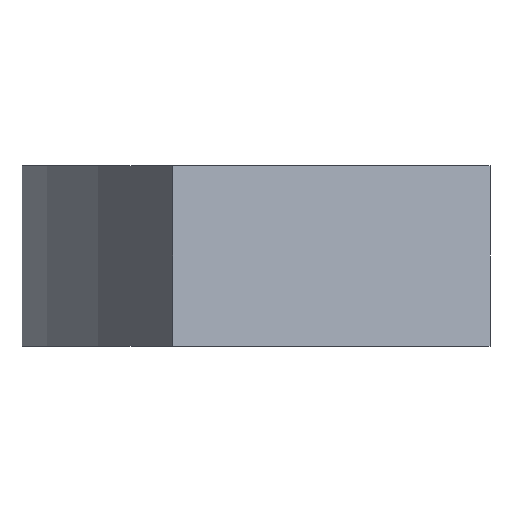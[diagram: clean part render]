
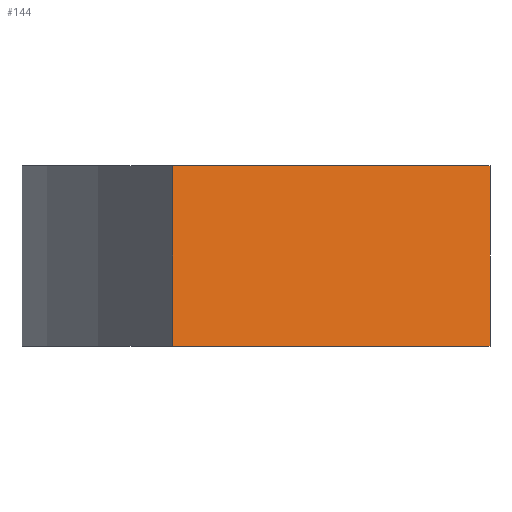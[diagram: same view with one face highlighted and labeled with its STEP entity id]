
A CAD part, front view. The second image highlights one B-rep face of the part: STEP entity #144.
In plain terms, the highlighted planar face has unit normal (0.301, -0.954, 0).
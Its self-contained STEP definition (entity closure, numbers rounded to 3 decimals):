
#19=PLANE('',#181);
#26=FACE_OUTER_BOUND('',#34,.T.);
#34=EDGE_LOOP('',(#113,#114,#115,#116));
#45=LINE('',#250,#55);
#47=LINE('',#256,#57);
#48=LINE('',#258,#58);
#49=LINE('',#259,#59);
#55=VECTOR('',#208,10.);
#57=VECTOR('',#214,10.);
#58=VECTOR('',#215,10.);
#59=VECTOR('',#216,10.);
#75=VERTEX_POINT('',#246);
#77=VERTEX_POINT('',#249);
#79=VERTEX_POINT('',#255);
#80=VERTEX_POINT('',#257);
#90=EDGE_CURVE('',#75,#77,#45,.T.);
#93=EDGE_CURVE('',#79,#75,#47,.T.);
#94=EDGE_CURVE('',#79,#80,#48,.T.);
#95=EDGE_CURVE('',#80,#77,#49,.T.);
#113=ORIENTED_EDGE('',*,*,#93,.F.);
#114=ORIENTED_EDGE('',*,*,#94,.T.);
#115=ORIENTED_EDGE('',*,*,#95,.T.);
#116=ORIENTED_EDGE('',*,*,#90,.F.);
#144=ADVANCED_FACE('',(#26),#19,.F.);
#181=AXIS2_PLACEMENT_3D('',#254,#212,#213);
#208=DIRECTION('',(0.,0.,-1.));
#212=DIRECTION('center_axis',(-0.301,0.954,0.));
#213=DIRECTION('ref_axis',(0.954,0.301,0.));
#214=DIRECTION('',(0.954,0.301,0.));
#215=DIRECTION('',(0.,0.,-1.));
#216=DIRECTION('',(0.954,0.301,0.));
#246=CARTESIAN_POINT('',(-78.777,-70.738,0.));
#249=CARTESIAN_POINT('',(-78.777,-70.738,-5.));
#250=CARTESIAN_POINT('',(-78.777,-70.738,0.));
#254=CARTESIAN_POINT('Origin',(-87.551,-73.505,0.));
#255=CARTESIAN_POINT('',(-87.551,-73.505,0.));
#256=CARTESIAN_POINT('',(-87.551,-73.505,0.));
#257=CARTESIAN_POINT('',(-87.551,-73.505,-5.));
#258=CARTESIAN_POINT('',(-87.551,-73.505,0.));
#259=CARTESIAN_POINT('',(-87.551,-73.505,-5.));
